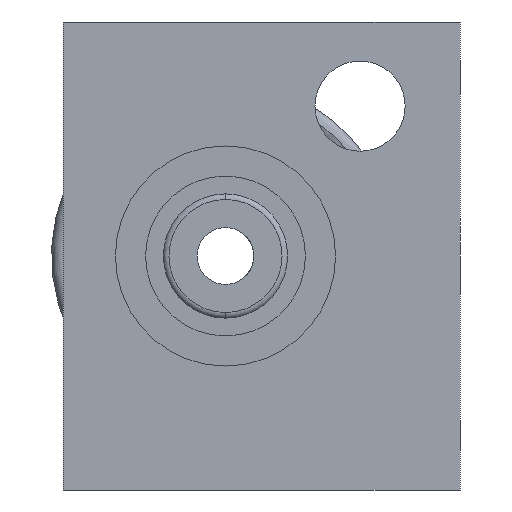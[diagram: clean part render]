
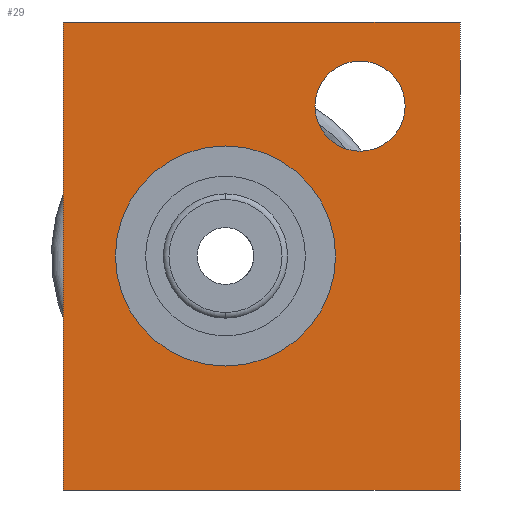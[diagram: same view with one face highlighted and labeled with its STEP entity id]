
A CAD part, left-side view. The second image highlights one B-rep face of the part: STEP entity #29.
In plain terms, the highlighted planar face has unit normal (-1, 0, 0).
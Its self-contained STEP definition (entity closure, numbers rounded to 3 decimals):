
#29 = ADVANCED_FACE ( 'NONE', ( #4700, #5145, #3648 ), #4786, .T. ) ;
#104 = VERTEX_POINT ( 'NONE', #3066 ) ;
#105 = EDGE_CURVE ( 'NONE', #4351, #430, #4178, .T. ) ;
#312 = CARTESIAN_POINT ( 'NONE',  ( -25.25, 0., 6.59 ) ) ;
#430 = VERTEX_POINT ( 'NONE', #2332 ) ;
#498 = ORIENTED_EDGE ( 'NONE', *, *, #2003, .F. ) ;
#580 = DIRECTION ( 'NONE',  ( -1., 0., 0. ) ) ;
#624 = VERTEX_POINT ( 'NONE', #1510 ) ;
#699 = EDGE_LOOP ( 'NONE', ( #4427, #3991 ) ) ;
#790 = EDGE_CURVE ( 'NONE', #430, #4351, #1824, .T. ) ;
#1044 = CIRCLE ( 'NONE', #1907, 3.1 ) ;
#1353 = DIRECTION ( 'NONE',  ( 1., 0., 0. ) ) ;
#1379 = VERTEX_POINT ( 'NONE', #5333 ) ;
#1396 = EDGE_LOOP ( 'NONE', ( #3727, #4199 ) ) ;
#1510 = CARTESIAN_POINT ( 'NONE',  ( -25.25, 11.18, 6.59 ) ) ;
#1824 = CIRCLE ( 'NONE', #1970, 1.27 ) ;
#1871 = AXIS2_PLACEMENT_3D ( 'NONE', #2516, #5816, #2990 ) ;
#1907 = AXIS2_PLACEMENT_3D ( 'NONE', #5463, #1353, #5012 ) ;
#1963 = CARTESIAN_POINT ( 'NONE',  ( -25.25, 11.18, 0. ) ) ;
#1970 = AXIS2_PLACEMENT_3D ( 'NONE', #2703, #2170, #4541 ) ;
#2003 = EDGE_CURVE ( 'NONE', #624, #3448, #3111, .T. ) ;
#2021 = ORIENTED_EDGE ( 'NONE', *, *, #3359, .F. ) ;
#2170 = DIRECTION ( 'NONE',  ( 1., 0., 0. ) ) ;
#2283 = CARTESIAN_POINT ( 'NONE',  ( -25.25, 2.82, 5.49 ) ) ;
#2332 = CARTESIAN_POINT ( 'NONE',  ( -25.25, 2.82, 2.95 ) ) ;
#2349 = CARTESIAN_POINT ( 'NONE',  ( -25.25, 6.61, 3.1 ) ) ;
#2400 = VERTEX_POINT ( 'NONE', #2349 ) ;
#2516 = CARTESIAN_POINT ( 'NONE',  ( -25.25, 6.61, 0. ) ) ;
#2648 = DIRECTION ( 'NONE',  ( 0., 0., -1. ) ) ;
#2703 = CARTESIAN_POINT ( 'NONE',  ( -25.25, 2.82, 4.22 ) ) ;
#2990 = DIRECTION ( 'NONE',  ( 0., 0., -1. ) ) ;
#3016 = EDGE_LOOP ( 'NONE', ( #2021, #498, #5382, #4917 ) ) ;
#3064 = AXIS2_PLACEMENT_3D ( 'NONE', #4413, #5869, #5363 ) ;
#3066 = CARTESIAN_POINT ( 'NONE',  ( -25.25, 11.18, -6.59 ) ) ;
#3108 = LINE ( 'NONE', #3655, #4136 ) ;
#3111 = LINE ( 'NONE', #5809, #5337 ) ;
#3182 = DIRECTION ( 'NONE',  ( 0., 0., -1. ) ) ;
#3221 = VECTOR ( 'NONE', #4016, 1000. ) ;
#3295 = CARTESIAN_POINT ( 'NONE',  ( -25.25, 6.61, -3.1 ) ) ;
#3296 = LINE ( 'NONE', #3572, #3221 ) ;
#3359 = EDGE_CURVE ( 'NONE', #3448, #1379, #4295, .T. ) ;
#3448 = VERTEX_POINT ( 'NONE', #312 ) ;
#3450 = EDGE_CURVE ( 'NONE', #624, #104, #3108, .T. ) ;
#3572 = CARTESIAN_POINT ( 'NONE',  ( -25.25, 11.18, -6.59 ) ) ;
#3648 = FACE_BOUND ( 'NONE', #699, .T. ) ;
#3655 = CARTESIAN_POINT ( 'NONE',  ( -25.25, 11.18, 0. ) ) ;
#3692 = VERTEX_POINT ( 'NONE', #3295 ) ;
#3727 = ORIENTED_EDGE ( 'NONE', *, *, #790, .T. ) ;
#3991 = ORIENTED_EDGE ( 'NONE', *, *, #4600, .T. ) ;
#4016 = DIRECTION ( 'NONE',  ( 0., -1., 0. ) ) ;
#4136 = VECTOR ( 'NONE', #3182, 1000. ) ;
#4178 = CIRCLE ( 'NONE', #3064, 1.27 ) ;
#4199 = ORIENTED_EDGE ( 'NONE', *, *, #105, .T. ) ;
#4295 = LINE ( 'NONE', #4588, #4818 ) ;
#4351 = VERTEX_POINT ( 'NONE', #2283 ) ;
#4413 = CARTESIAN_POINT ( 'NONE',  ( -25.25, 2.82, 4.22 ) ) ;
#4427 = ORIENTED_EDGE ( 'NONE', *, *, #4717, .T. ) ;
#4541 = DIRECTION ( 'NONE',  ( 0., 0., -1. ) ) ;
#4588 = CARTESIAN_POINT ( 'NONE',  ( -25.25, 0., 0. ) ) ;
#4600 = EDGE_CURVE ( 'NONE', #3692, #2400, #5598, .T. ) ;
#4700 = FACE_OUTER_BOUND ( 'NONE', #3016, .T. ) ;
#4717 = EDGE_CURVE ( 'NONE', #2400, #3692, #1044, .T. ) ;
#4786 = PLANE ( 'NONE',  #5403 ) ;
#4811 = DIRECTION ( 'NONE',  ( 0., 0., 1. ) ) ;
#4818 = VECTOR ( 'NONE', #2648, 1000. ) ;
#4917 = ORIENTED_EDGE ( 'NONE', *, *, #5714, .T. ) ;
#5012 = DIRECTION ( 'NONE',  ( 0., 0., -1. ) ) ;
#5145 = FACE_BOUND ( 'NONE', #1396, .T. ) ;
#5333 = CARTESIAN_POINT ( 'NONE',  ( -25.25, 0., -6.59 ) ) ;
#5337 = VECTOR ( 'NONE', #5790, 1000. ) ;
#5363 = DIRECTION ( 'NONE',  ( 0., 0., -1. ) ) ;
#5382 = ORIENTED_EDGE ( 'NONE', *, *, #3450, .T. ) ;
#5403 = AXIS2_PLACEMENT_3D ( 'NONE', #1963, #580, #4811 ) ;
#5463 = CARTESIAN_POINT ( 'NONE',  ( -25.25, 6.61, 0. ) ) ;
#5598 = CIRCLE ( 'NONE', #1871, 3.1 ) ;
#5714 = EDGE_CURVE ( 'NONE', #104, #1379, #3296, .T. ) ;
#5790 = DIRECTION ( 'NONE',  ( 0., -1., 0. ) ) ;
#5809 = CARTESIAN_POINT ( 'NONE',  ( -25.25, 11.18, 6.59 ) ) ;
#5816 = DIRECTION ( 'NONE',  ( 1., 0., 0. ) ) ;
#5869 = DIRECTION ( 'NONE',  ( 1., 0., 0. ) ) ;
